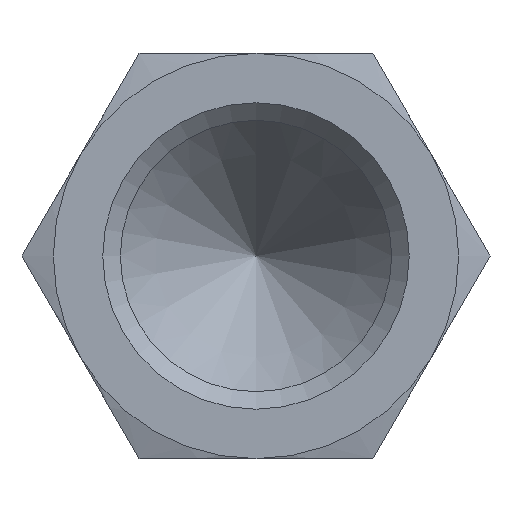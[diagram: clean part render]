
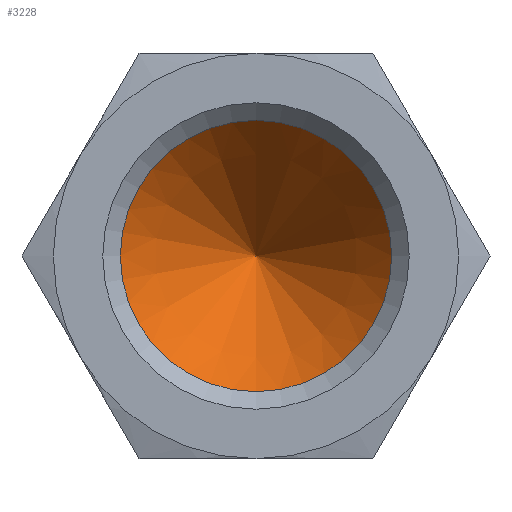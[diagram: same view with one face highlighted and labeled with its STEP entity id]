
A CAD part, left-side view. The second image highlights one B-rep face of the part: STEP entity #3228.
In plain terms, the highlighted conical face has half-angle 37 degrees and reference radius 5.738 mm.
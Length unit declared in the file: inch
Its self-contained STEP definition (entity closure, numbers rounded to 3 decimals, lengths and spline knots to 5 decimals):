
#3142=CARTESIAN_POINT('',(0.375,0.,0.251));
#3143=VERTEX_POINT('',#3142);
#3144=CARTESIAN_POINT('',(0.375,0.,0.));
#3145=DIRECTION('',(-1.0,0.0,0.0));
#3146=DIRECTION('',(0.0,0.0,1.0));
#3147=AXIS2_PLACEMENT_3D('',#3144,#3145,#3146);
#3148=CIRCLE('',#3147,0.251);
#3149=EDGE_CURVE('',#3143,#3143,#3148,.T.);
#3220=CARTESIAN_POINT('',(0.40831,0.,0.0));
#3221=DIRECTION('',(-1.0,0.,0.));
#3222=DIRECTION('',(0.,-0.581,-0.814));
#3223=AXIS2_PLACEMENT_3D('',#3220,#3221,#3222);
#3224=CONICAL_SURFACE('',#3223,0.2259,37.);
#3225=ORIENTED_EDGE('',*,*,#3149,.T.);
#3226=EDGE_LOOP('',(#3225));
#3227=FACE_OUTER_BOUND('',#3226,.T.);
#3228=ADVANCED_FACE('',(#3227),#3224,.F.);
